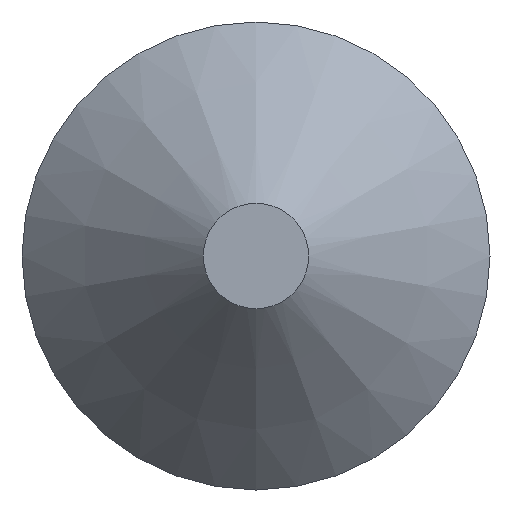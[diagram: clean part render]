
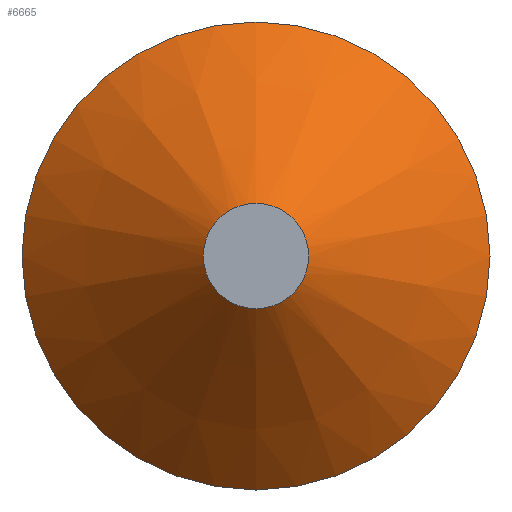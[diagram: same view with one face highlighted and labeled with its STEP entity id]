
A CAD part, left-side view. The second image highlights one B-rep face of the part: STEP entity #6665.
In plain terms, the highlighted conical face has half-angle 45 degrees and reference radius 0.45 mm.
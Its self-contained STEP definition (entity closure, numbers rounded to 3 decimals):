
#468 = DIRECTION ( 'NONE',  ( -1., 0., 0. ) ) ;
#489 = VERTEX_POINT ( 'NONE', #10719 ) ;
#537 = CARTESIAN_POINT ( 'NONE',  ( 1.55, 0., 0. ) ) ;
#854 = EDGE_LOOP ( 'NONE', ( #1223 ) ) ;
#1143 = DIRECTION ( 'NONE',  ( 0., 0., -1. ) ) ;
#1223 = ORIENTED_EDGE ( 'NONE', *, *, #9638, .T. ) ;
#1382 = DIRECTION ( 'NONE',  ( 0., 0., 1. ) ) ;
#2887 = EDGE_LOOP ( 'NONE', ( #3320 ) ) ;
#2976 = CIRCLE ( 'NONE', #10121, 0.45 ) ;
#3248 = CARTESIAN_POINT ( 'NONE',  ( 0., 0., 0. ) ) ;
#3320 = ORIENTED_EDGE ( 'NONE', *, *, #4423, .F. ) ;
#4310 = VERTEX_POINT ( 'NONE', #5500 ) ;
#4423 = EDGE_CURVE ( 'NONE', #4310, #4310, #2976, .T. ) ;
#4662 = DIRECTION ( 'NONE',  ( 1., 0., 0. ) ) ;
#4957 = AXIS2_PLACEMENT_3D ( 'NONE', #537, #5634, #1382 ) ;
#5500 = CARTESIAN_POINT ( 'NONE',  ( 0., 0., 0.45 ) ) ;
#5634 = DIRECTION ( 'NONE',  ( -1., 0., 0. ) ) ;
#5831 = DIRECTION ( 'NONE',  ( 0., 0., 1. ) ) ;
#6409 = CARTESIAN_POINT ( 'NONE',  ( 0., 0., 0. ) ) ;
#6665 = ADVANCED_FACE ( 'NONE', ( #10331, #11010 ), #7731, .T. ) ;
#7731 = CONICAL_SURFACE ( 'NONE', #8322, 0.45, 0.785 ) ;
#8322 = AXIS2_PLACEMENT_3D ( 'NONE', #6409, #4662, #1143 ) ;
#9393 = CIRCLE ( 'NONE', #4957, 2. ) ;
#9638 = EDGE_CURVE ( 'NONE', #489, #489, #9393, .T. ) ;
#10121 = AXIS2_PLACEMENT_3D ( 'NONE', #3248, #468, #5831 ) ;
#10331 = FACE_OUTER_BOUND ( 'NONE', #854, .T. ) ;
#10719 = CARTESIAN_POINT ( 'NONE',  ( 1.55, 0., 2. ) ) ;
#11010 = FACE_BOUND ( 'NONE', #2887, .T. ) ;
